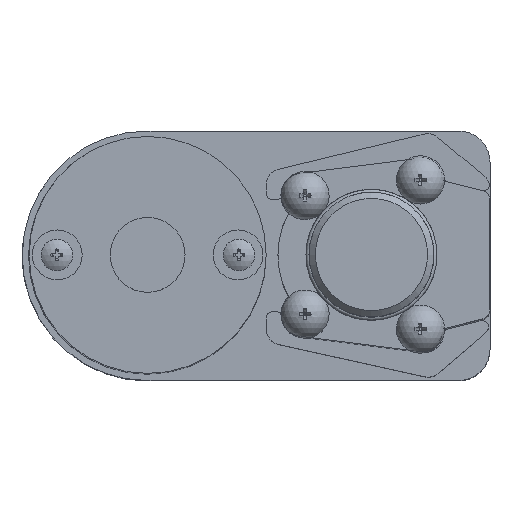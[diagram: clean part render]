
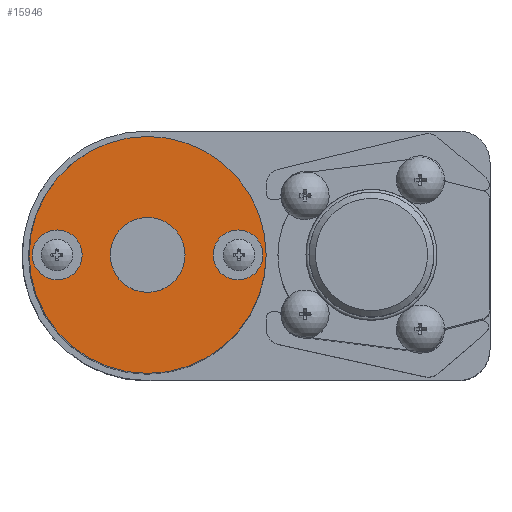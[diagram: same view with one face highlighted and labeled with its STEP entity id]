
A CAD part, top view. The second image highlights one B-rep face of the part: STEP entity #15946.
In plain terms, the highlighted planar face has unit normal (0, 0, 1).
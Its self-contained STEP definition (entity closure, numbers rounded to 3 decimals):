
#15741 = CYLINDRICAL_SURFACE('',#15742,19.);
#15742 = AXIS2_PLACEMENT_3D('',#15743,#15744,#15745);
#15743 = CARTESIAN_POINT('',(0.1,0.,67.95));
#15744 = DIRECTION('',(0.,0.,1.));
#15745 = DIRECTION('',(1.,0.,0.));
#15874 = VERTEX_POINT('',#15875);
#15875 = CARTESIAN_POINT('',(19.1,0.,70.95));
#15895 = EDGE_CURVE('',#15874,#15874,#15896,.T.);
#15896 = SURFACE_CURVE('',#15897,(#15902,#15931),.PCURVE_S1.);
#15897 = CIRCLE('',#15898,19.);
#15898 = AXIS2_PLACEMENT_3D('',#15899,#15900,#15901);
#15899 = CARTESIAN_POINT('',(0.1,0.,70.95));
#15900 = DIRECTION('',(0.,0.,1.));
#15901 = DIRECTION('',(1.,0.,0.));
#15902 = PCURVE('',#15741,#15903);
#15903 = DEFINITIONAL_REPRESENTATION('',(#15904),#15930);
#15904 = B_SPLINE_CURVE_WITH_KNOTS('',3,(#15905,#15906,#15907,#15908,
    #15909,#15910,#15911,#15912,#15913,#15914,#15915,#15916,#15917,
    #15918,#15919,#15920,#15921,#15922,#15923,#15924,#15925,#15926,
    #15927,#15928,#15929),.UNSPECIFIED.,.F.,.F.,(4,1,1,1,1,1,1,1,1,1,1,1
    ,1,1,1,1,1,1,1,1,1,1,4),(0.,0.286,0.571,
    0.857,1.142,1.428,1.714,
    1.999,2.285,2.57,2.856,
    3.142,3.427,3.713,3.998,
    4.284,4.57,4.855,5.141,
    5.426,5.712,5.998,6.283),
  .UNSPECIFIED.);
#15905 = CARTESIAN_POINT('',(0.,3.));
#15906 = CARTESIAN_POINT('',(0.095,3.));
#15907 = CARTESIAN_POINT('',(0.286,3.));
#15908 = CARTESIAN_POINT('',(0.571,3.));
#15909 = CARTESIAN_POINT('',(0.857,3.));
#15910 = CARTESIAN_POINT('',(1.142,3.));
#15911 = CARTESIAN_POINT('',(1.428,3.));
#15912 = CARTESIAN_POINT('',(1.714,3.));
#15913 = CARTESIAN_POINT('',(1.999,3.));
#15914 = CARTESIAN_POINT('',(2.285,3.));
#15915 = CARTESIAN_POINT('',(2.57,3.));
#15916 = CARTESIAN_POINT('',(2.856,3.));
#15917 = CARTESIAN_POINT('',(3.142,3.));
#15918 = CARTESIAN_POINT('',(3.427,3.));
#15919 = CARTESIAN_POINT('',(3.713,3.));
#15920 = CARTESIAN_POINT('',(3.998,3.));
#15921 = CARTESIAN_POINT('',(4.284,3.));
#15922 = CARTESIAN_POINT('',(4.57,3.));
#15923 = CARTESIAN_POINT('',(4.855,3.));
#15924 = CARTESIAN_POINT('',(5.141,3.));
#15925 = CARTESIAN_POINT('',(5.426,3.));
#15926 = CARTESIAN_POINT('',(5.712,3.));
#15927 = CARTESIAN_POINT('',(5.998,3.));
#15928 = CARTESIAN_POINT('',(6.188,3.));
#15929 = CARTESIAN_POINT('',(6.283,3.));
#15930 = ( GEOMETRIC_REPRESENTATION_CONTEXT(2) 
PARAMETRIC_REPRESENTATION_CONTEXT() REPRESENTATION_CONTEXT('2D SPACE',''
  ) );
#15931 = PCURVE('',#15932,#15937);
#15932 = PLANE('',#15933);
#15933 = AXIS2_PLACEMENT_3D('',#15934,#15935,#15936);
#15934 = CARTESIAN_POINT('',(0.1,0.,70.95));
#15935 = DIRECTION('',(0.,0.,1.));
#15936 = DIRECTION('',(1.,0.,0.));
#15937 = DEFINITIONAL_REPRESENTATION('',(#15938),#15942);
#15938 = CIRCLE('',#15939,19.);
#15939 = AXIS2_PLACEMENT_2D('',#15940,#15941);
#15940 = CARTESIAN_POINT('',(0.,0.));
#15941 = DIRECTION('',(1.,0.));
#15942 = ( GEOMETRIC_REPRESENTATION_CONTEXT(2) 
PARAMETRIC_REPRESENTATION_CONTEXT() REPRESENTATION_CONTEXT('2D SPACE',''
  ) );
#15946 = ADVANCED_FACE('',(#15947,#15950,#15981,#16012),#15932,.T.);
#15947 = FACE_BOUND('',#15948,.T.);
#15948 = EDGE_LOOP('',(#15949));
#15949 = ORIENTED_EDGE('',*,*,#15895,.T.);
#15950 = FACE_BOUND('',#15951,.T.);
#15951 = EDGE_LOOP('',(#15952));
#15952 = ORIENTED_EDGE('',*,*,#15953,.F.);
#15953 = EDGE_CURVE('',#15954,#15954,#15956,.T.);
#15954 = VERTEX_POINT('',#15955);
#15955 = CARTESIAN_POINT('',(18.6,0.,70.95));
#15956 = SURFACE_CURVE('',#15957,(#15962,#15969),.PCURVE_S1.);
#15957 = CIRCLE('',#15958,4.);
#15958 = AXIS2_PLACEMENT_3D('',#15959,#15960,#15961);
#15959 = CARTESIAN_POINT('',(14.6,0.,70.95));
#15960 = DIRECTION('',(0.,0.,1.));
#15961 = DIRECTION('',(1.,0.,0.));
#15962 = PCURVE('',#15932,#15963);
#15963 = DEFINITIONAL_REPRESENTATION('',(#15964),#15968);
#15964 = CIRCLE('',#15965,4.);
#15965 = AXIS2_PLACEMENT_2D('',#15966,#15967);
#15966 = CARTESIAN_POINT('',(14.5,0.));
#15967 = DIRECTION('',(1.,0.));
#15968 = ( GEOMETRIC_REPRESENTATION_CONTEXT(2) 
PARAMETRIC_REPRESENTATION_CONTEXT() REPRESENTATION_CONTEXT('2D SPACE',''
  ) );
#15969 = PCURVE('',#15970,#15975);
#15970 = CYLINDRICAL_SURFACE('',#15971,4.);
#15971 = AXIS2_PLACEMENT_3D('',#15972,#15973,#15974);
#15972 = CARTESIAN_POINT('',(14.6,0.,70.95));
#15973 = DIRECTION('',(0.,0.,1.));
#15974 = DIRECTION('',(1.,0.,0.));
#15975 = DEFINITIONAL_REPRESENTATION('',(#15976),#15980);
#15976 = LINE('',#15977,#15978);
#15977 = CARTESIAN_POINT('',(0.,0.));
#15978 = VECTOR('',#15979,1.);
#15979 = DIRECTION('',(1.,0.));
#15980 = ( GEOMETRIC_REPRESENTATION_CONTEXT(2) 
PARAMETRIC_REPRESENTATION_CONTEXT() REPRESENTATION_CONTEXT('2D SPACE',''
  ) );
#15981 = FACE_BOUND('',#15982,.T.);
#15982 = EDGE_LOOP('',(#15983));
#15983 = ORIENTED_EDGE('',*,*,#15984,.F.);
#15984 = EDGE_CURVE('',#15985,#15985,#15987,.T.);
#15985 = VERTEX_POINT('',#15986);
#15986 = CARTESIAN_POINT('',(6.1,0.,70.95));
#15987 = SURFACE_CURVE('',#15988,(#15993,#16000),.PCURVE_S1.);
#15988 = CIRCLE('',#15989,6.);
#15989 = AXIS2_PLACEMENT_3D('',#15990,#15991,#15992);
#15990 = CARTESIAN_POINT('',(0.1,0.,70.95));
#15991 = DIRECTION('',(0.,0.,1.));
#15992 = DIRECTION('',(1.,0.,0.));
#15993 = PCURVE('',#15932,#15994);
#15994 = DEFINITIONAL_REPRESENTATION('',(#15995),#15999);
#15995 = CIRCLE('',#15996,6.);
#15996 = AXIS2_PLACEMENT_2D('',#15997,#15998);
#15997 = CARTESIAN_POINT('',(0.,0.));
#15998 = DIRECTION('',(1.,0.));
#15999 = ( GEOMETRIC_REPRESENTATION_CONTEXT(2) 
PARAMETRIC_REPRESENTATION_CONTEXT() REPRESENTATION_CONTEXT('2D SPACE',''
  ) );
#16000 = PCURVE('',#16001,#16006);
#16001 = CYLINDRICAL_SURFACE('',#16002,6.);
#16002 = AXIS2_PLACEMENT_3D('',#16003,#16004,#16005);
#16003 = CARTESIAN_POINT('',(0.1,0.,70.95));
#16004 = DIRECTION('',(0.,0.,1.));
#16005 = DIRECTION('',(1.,0.,0.));
#16006 = DEFINITIONAL_REPRESENTATION('',(#16007),#16011);
#16007 = LINE('',#16008,#16009);
#16008 = CARTESIAN_POINT('',(0.,0.));
#16009 = VECTOR('',#16010,1.);
#16010 = DIRECTION('',(1.,0.));
#16011 = ( GEOMETRIC_REPRESENTATION_CONTEXT(2) 
PARAMETRIC_REPRESENTATION_CONTEXT() REPRESENTATION_CONTEXT('2D SPACE',''
  ) );
#16012 = FACE_BOUND('',#16013,.T.);
#16013 = EDGE_LOOP('',(#16014));
#16014 = ORIENTED_EDGE('',*,*,#16015,.F.);
#16015 = EDGE_CURVE('',#16016,#16016,#16018,.T.);
#16016 = VERTEX_POINT('',#16017);
#16017 = CARTESIAN_POINT('',(-10.4,0.,70.95));
#16018 = SURFACE_CURVE('',#16019,(#16024,#16031),.PCURVE_S1.);
#16019 = CIRCLE('',#16020,4.);
#16020 = AXIS2_PLACEMENT_3D('',#16021,#16022,#16023);
#16021 = CARTESIAN_POINT('',(-14.4,0.,70.95));
#16022 = DIRECTION('',(0.,0.,1.));
#16023 = DIRECTION('',(1.,0.,0.));
#16024 = PCURVE('',#15932,#16025);
#16025 = DEFINITIONAL_REPRESENTATION('',(#16026),#16030);
#16026 = CIRCLE('',#16027,4.);
#16027 = AXIS2_PLACEMENT_2D('',#16028,#16029);
#16028 = CARTESIAN_POINT('',(-14.5,0.));
#16029 = DIRECTION('',(1.,0.));
#16030 = ( GEOMETRIC_REPRESENTATION_CONTEXT(2) 
PARAMETRIC_REPRESENTATION_CONTEXT() REPRESENTATION_CONTEXT('2D SPACE',''
  ) );
#16031 = PCURVE('',#16032,#16037);
#16032 = CYLINDRICAL_SURFACE('',#16033,4.);
#16033 = AXIS2_PLACEMENT_3D('',#16034,#16035,#16036);
#16034 = CARTESIAN_POINT('',(-14.4,0.,70.95));
#16035 = DIRECTION('',(0.,0.,1.));
#16036 = DIRECTION('',(1.,0.,0.));
#16037 = DEFINITIONAL_REPRESENTATION('',(#16038),#16042);
#16038 = LINE('',#16039,#16040);
#16039 = CARTESIAN_POINT('',(0.,0.));
#16040 = VECTOR('',#16041,1.);
#16041 = DIRECTION('',(1.,0.));
#16042 = ( GEOMETRIC_REPRESENTATION_CONTEXT(2) 
PARAMETRIC_REPRESENTATION_CONTEXT() REPRESENTATION_CONTEXT('2D SPACE',''
  ) );
